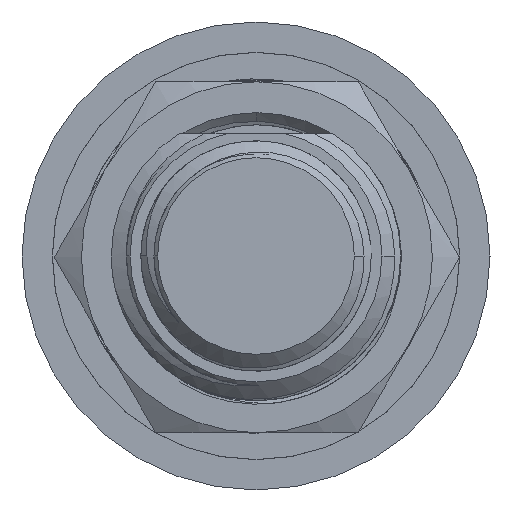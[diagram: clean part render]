
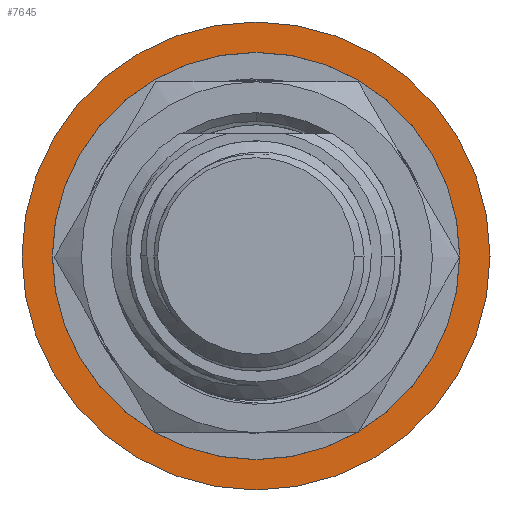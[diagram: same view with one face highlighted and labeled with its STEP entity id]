
A CAD part, left-side view. The second image highlights one B-rep face of the part: STEP entity #7645.
In plain terms, the highlighted face is planar.
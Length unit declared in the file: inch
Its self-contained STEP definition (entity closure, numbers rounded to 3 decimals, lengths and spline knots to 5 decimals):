
#180 = PLANE ( 'NONE',  #4317 ) ;
#780 = CARTESIAN_POINT ( 'NONE',  ( -0.25, 0., -0.555 ) ) ;
#1233 = CIRCLE ( 'NONE', #14531, 0.25 ) ;
#1556 = EDGE_CURVE ( 'NONE', #15450, #1817, #11017, .T. ) ;
#1817 = VERTEX_POINT ( 'NONE', #780 ) ;
#3110 = DIRECTION ( 'NONE',  ( 1., 0., 0. ) ) ;
#3335 = ORIENTED_EDGE ( 'NONE', *, *, #19913, .F. ) ;
#3818 = CARTESIAN_POINT ( 'NONE',  ( 0., 0., -0.555 ) ) ;
#4317 = AXIS2_PLACEMENT_3D ( 'NONE', #9233, #14227, #6114 ) ;
#4638 = DIRECTION ( 'NONE',  ( 0., 0., 1. ) ) ;
#5816 = VERTEX_POINT ( 'NONE', #12200 ) ;
#6114 = DIRECTION ( 'NONE',  ( -1., 0., 0. ) ) ;
#6638 = CIRCLE ( 'NONE', #8961, 0.21758 ) ;
#7192 = DIRECTION ( 'NONE',  ( 0., 0., -1. ) ) ;
#7398 = CARTESIAN_POINT ( 'NONE',  ( 0., 0., -0.555 ) ) ;
#7645 = ADVANCED_FACE ( 'NONE', ( #9442, #15800 ), #180, .F. ) ;
#8358 = AXIS2_PLACEMENT_3D ( 'NONE', #7398, #7192, #3110 ) ;
#8387 = DIRECTION ( 'NONE',  ( 1., 0., 0. ) ) ;
#8709 = CARTESIAN_POINT ( 'NONE',  ( 0., 0., -0.555 ) ) ;
#8807 = DIRECTION ( 'NONE',  ( 1., 0., 0. ) ) ;
#8961 = AXIS2_PLACEMENT_3D ( 'NONE', #12322, #4638, #13893 ) ;
#9233 = CARTESIAN_POINT ( 'NONE',  ( 0., 0., -0.555 ) ) ;
#9442 = FACE_BOUND ( 'NONE', #15766, .T. ) ;
#10154 = DIRECTION ( 'NONE',  ( 0., 0., -1. ) ) ;
#10971 = ORIENTED_EDGE ( 'NONE', *, *, #1556, .F. ) ;
#11017 = CIRCLE ( 'NONE', #8358, 0.25 ) ;
#12200 = CARTESIAN_POINT ( 'NONE',  ( -0.21758, 0., -0.555 ) ) ;
#12322 = CARTESIAN_POINT ( 'NONE',  ( 0., 0., -0.555 ) ) ;
#12748 = EDGE_CURVE ( 'NONE', #5816, #17014, #18244, .T. ) ;
#12944 = CARTESIAN_POINT ( 'NONE',  ( 0.25, 0., -0.555 ) ) ;
#13804 = DIRECTION ( 'NONE',  ( 0., 0., 1. ) ) ;
#13893 = DIRECTION ( 'NONE',  ( 1., 0., 0. ) ) ;
#14227 = DIRECTION ( 'NONE',  ( 0., 0., -1. ) ) ;
#14531 = AXIS2_PLACEMENT_3D ( 'NONE', #3818, #10154, #8387 ) ;
#15450 = VERTEX_POINT ( 'NONE', #12944 ) ;
#15766 = EDGE_LOOP ( 'NONE', ( #3335, #17767 ) ) ;
#15800 = FACE_OUTER_BOUND ( 'NONE', #18352, .T. ) ;
#16838 = EDGE_CURVE ( 'NONE', #1817, #15450, #1233, .T. ) ;
#17014 = VERTEX_POINT ( 'NONE', #20250 ) ;
#17767 = ORIENTED_EDGE ( 'NONE', *, *, #12748, .F. ) ;
#18244 = CIRCLE ( 'NONE', #20235, 0.21758 ) ;
#18352 = EDGE_LOOP ( 'NONE', ( #10971, #19499 ) ) ;
#19499 = ORIENTED_EDGE ( 'NONE', *, *, #16838, .F. ) ;
#19913 = EDGE_CURVE ( 'NONE', #17014, #5816, #6638, .T. ) ;
#20235 = AXIS2_PLACEMENT_3D ( 'NONE', #8709, #13804, #8807 ) ;
#20250 = CARTESIAN_POINT ( 'NONE',  ( 0.21758, 0., -0.555 ) ) ;
